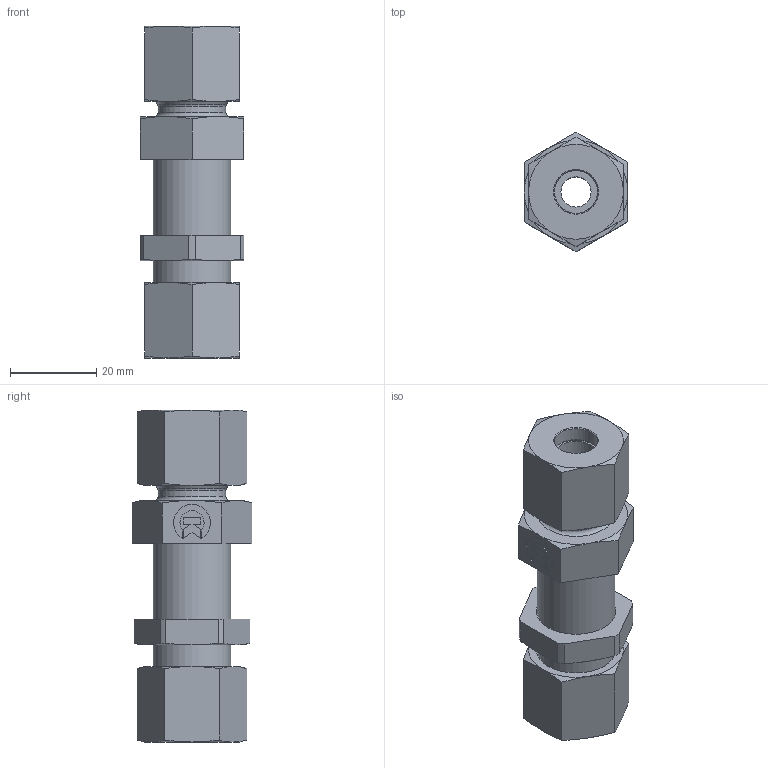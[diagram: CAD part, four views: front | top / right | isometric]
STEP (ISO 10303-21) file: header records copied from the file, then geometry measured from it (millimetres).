
FILE_DESCRIPTION((''),'2;1');
FILE_NAME('348101818.stp','2014-08-19T17:27:03',(''),('KNOMI spol. s r. o.'),'Autodesk Inventor 2012','Autodesk Inventor 2012','');
FILE_SCHEMA(('AUTOMOTIVE_DESIGN { 1 2 10303 214 0 1 1 1 }'));
Length unit declared in the file: millimetre
Products named in the file (5): PSP3K 10S   M18x1.5/M18x1; 338 10 1818; 40110; 3981018; 34 00 18
Assembly tree (6 placements, depth 2):
  PSP3K 10S   M18x1.5/M18x1
    338 10 1818
    40110  x2
    3981018  x2
    34 00 18
Bounding box: 24.01 x 27.71 x 77 mm (x, y, z)
Volume: 25328.6 mm3; surface area: 14159.6 mm2
Topology: 6 solids, 6 shells, 158 faces, 364 edges, 226 vertices
Faces by surface type: plane 70, cone 57, cylinder 27, torus 4
Full cylindrical faces by diameter (mm): 7 x1, 10 x6, 12.3 x2, 14 x2, 15.7 x1, 16.376 x3, 18 x2
Entity records: 3502 total; most frequent: CARTESIAN_POINT 650, DIRECTION 551, ORIENTED_EDGE 498, EDGE_CURVE 249, AXIS2_PLACEMENT_3D 216, VERTEX_POINT 171, EDGE_LOOP 168, STYLED_ITEM 125
